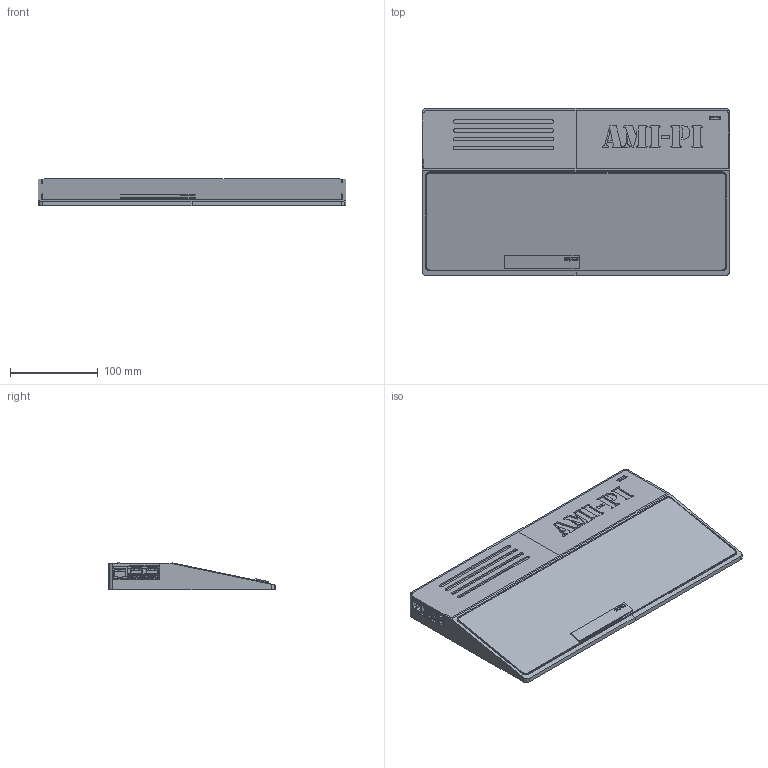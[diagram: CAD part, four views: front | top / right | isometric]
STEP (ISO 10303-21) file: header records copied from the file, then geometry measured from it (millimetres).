
FILE_DESCRIPTION(('STEP AP214'),'1');
FILE_NAME('PIComp.stp','2016-09-18T16:17:42',(' '),(' '),'Spatial InterOp 3D',' ',' ');
FILE_SCHEMA(('automotive_design'));
Length unit declared in the file: metre
Products named in the file (84): raspberry_pi_B+_(USB_x2)_Valor predeterminado; raspberry_pi_B+_(USB_x2_part1)___ _________; raspberry_pi_B+_(USB_x2_part2)___ _________; STEP_raspberrypi_b_+_(assembly); raspberry_pi_B+_(micro_USB); raspberry_pi_B+_(micro_USB_cover); raspberry_pi_B+_(micro_USB_contacts); raspberry_pi_B+_(HDMI_socket); raspberry_pi__HDMI_socket_cover; raspberry_pi__HDMI_socket_inside; raspberry_pi__HDMI_socket_large_pin_Valor predeterminado; raspberry_pi__HDMI_socket_small_pin_Valor predeterminado; raspberry_pi_B+_(15_pin_FFC_Connector)_Valor predeterminado; raspberry_pi__15_pin_FFC_Connector_body_Valor predeterminado; raspberry_pi__15_pin_FFC_Connector_locker_Valor predeterminado; raspberry_pi__15_pin_FFC_Connector_pins_Valor predeterminado; raspberry_pi_B+_(slot); raspberry_pi_B+_(slot)-0; raspberry_pi_B+_(microsd_slot); raspberry_pi_B+_(microsd); raspberry_pi_B+_(microsd)-1; raspberry_pi_B+_(bar_180_2x20); raspberry_pi_B+_(QFN64); raspberry_pi_B+_(168_FBGA_12x12)_Valor predeterminado; raspberry_pi_B+_(RJ45); raspberry_pi_B+_(CI_Board); raspberry_pi_B+_(Audio); RPI DISPLAY; RaspScreen; PIComp; behuizing; links; rechts2; links2; ondergrondplaatje; Vaste vorm; deksel; rechts; rechts Geometry; Vaste vorm2 ...
Assembly tree (100 placements, depth 7):
  PIComp
    RaspScreen
      RPI DISPLAY
        STEP_raspberrypi_b_+_(assembly)
          raspberry_pi_B+_(USB_x2)_Valor predeterminado
            raspberry_pi_B+_(USB_x2_part1)___ _________
            raspberry_pi_B+_(USB_x2_part2)___ _________
          raspberry_pi_B+_(micro_USB)
            raspberry_pi_B+_(micro_USB_cover)
            raspberry_pi_B+_(micro_USB_contacts)
          raspberry_pi_B+_(HDMI_socket)
            raspberry_pi__HDMI_socket_cover
            raspberry_pi__HDMI_socket_inside
            raspberry_pi__HDMI_socket_large_pin_Valor predeterminado  x10
            raspberry_pi__HDMI_socket_small_pin_Valor predeterminado  x9
          raspberry_pi_B+_(15_pin_FFC_Connector)_Valor predeterminado
            raspberry_pi__15_pin_FFC_Connector_body_Valor predeterminado
            raspberry_pi__15_pin_FFC_Connector_locker_Valor predeterminado
            raspberry_pi__15_pin_FFC_Connector_pins_Valor predeterminado
            raspberry_pi__15_pin_FFC_Connector_pins_Valor predeterminado
            raspberry_pi__15_pin_FFC_Connector_pins_Valor predeterminado
            raspberry_pi__15_pin_FFC_Connector_pins_Valor predeterminado
            raspberry_pi__15_pin_FFC_Connector_pins_Valor predeterminado
            raspberry_pi__15_pin_FFC_Connector_pins_Valor predeterminado
            raspberry_pi__15_pin_FFC_Connector_pins_Valor predeterminado
            raspberry_pi__15_pin_FFC_Connector_pins_Valor predeterminado
            raspberry_pi__15_pin_FFC_Connector_pins_Valor predeterminado
            raspberry_pi__15_pin_FFC_Connector_pins_Valor predeterminado
            raspberry_pi__15_pin_FFC_Connector_pins_Valor predeterminado
            raspberry_pi__15_pin_FFC_Connector_pins_Valor predeterminado
            raspberry_pi__15_pin_FFC_Connector_pins_Valor predeterminado
            raspberry_pi__15_pin_FFC_Connector_pins_Valor predeterminado
            raspberry_pi__15_pin_FFC_Connector_pins_Valor predeterminado
          raspberry_pi_B+_(15_pin_FFC_Connector)_Valor predeterminado
            raspberry_pi__15_pin_FFC_Connector_body_Valor predeterminado
            raspberry_pi__15_pin_FFC_Connector_locker_Valor predeterminado
            raspberry_pi__15_pin_FFC_Connector_pins_Valor predeterminado
            raspberry_pi__15_pin_FFC_Connector_pins_Valor predeterminado
            raspberry_pi__15_pin_FFC_Connector_pins_Valor predeterminado
            raspberry_pi__15_pin_FFC_Connector_pins_Valor predeterminado
            raspberry_pi__15_pin_FFC_Connector_pins_Valor predeterminado
            raspberry_pi__15_pin_FFC_Connector_pins_Valor predeterminado
            raspberry_pi__15_pin_FFC_Connector_pins_Valor predeterminado
            raspberry_pi__15_pin_FFC_Connector_pins_Valor predeterminado
            raspberry_pi__15_pin_FFC_Connector_pins_Valor predeterminado
            raspberry_pi__15_pin_FFC_Connector_pins_Valor predeterminado
            raspberry_pi__15_pin_FFC_Connector_pins_Valor predeterminado
            raspberry_pi__15_pin_FFC_Connector_pins_Valor predeterminado
            raspberry_pi__15_pin_FFC_Connector_pins_Valor predeterminado
            raspberry_pi__15_pin_FFC_Connector_pins_Valor predeterminado
            raspberry_pi__15_pin_FFC_Connector_pins_Valor predeterminado
          raspberry_pi_B+_(USB_x2)_Valor predeterminado
            raspberry_pi_B+_(USB_x2_part1)___ _________
            raspberry_pi_B+_(USB_x2_part2)___ _________
          raspberry_pi_B+_(microsd_slot)
            raspberry_pi_B+_(slot)
              raspberry_pi_B+_(slot)-0
            raspberry_pi_B+_(microsd)
              raspberry_pi_B+_(microsd)-1
          raspberry_pi_B+_(bar_180_2x20)
Bounding box: 350 x 190 x 31 mm (x, y, z)
Volume: 757766.3 mm3; surface area: 412732.7 mm2
Topology: 201 solids, 207 shells, 10790 faces, 28779 edges, 18304 vertices
Faces by surface type: plane 6817, cylinder 2525, bspline 631, torus 592, extrusion 138, cone 44, sphere 43
Entity records: 326781 total; most frequent: CARTESIAN_POINT 55068, ORIENTED_EDGE 43051, DIRECTION 40278, EDGE_CURVE 21584, VECTOR 15548, LINE 15410, VERTEX_POINT 13864, AXIS2_PLACEMENT_3D 12365
